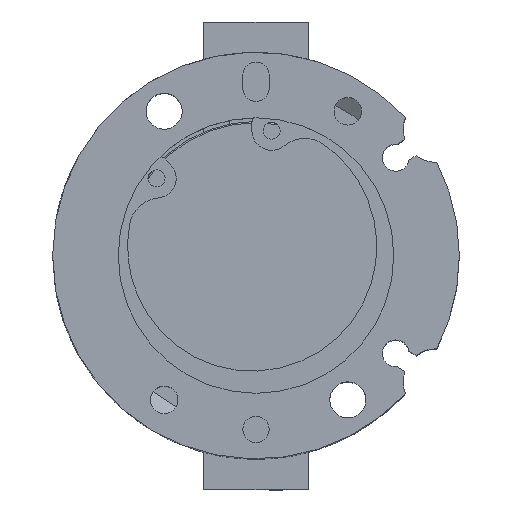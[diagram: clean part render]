
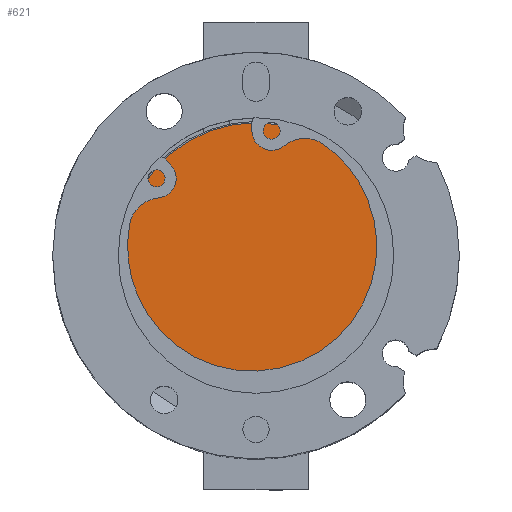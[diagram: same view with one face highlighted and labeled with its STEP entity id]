
A CAD part, top view. The second image highlights one B-rep face of the part: STEP entity #621.
In plain terms, the highlighted planar face has unit normal (0, 0, 1).
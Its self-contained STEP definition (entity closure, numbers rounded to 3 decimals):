
#128 = CARTESIAN_POINT ( 'NONE',  ( 0., 0., 39.9 ) ) ;
#240 = DIRECTION ( 'NONE',  ( 0., 0., 1. ) ) ;
#621 = ADVANCED_FACE ( 'NONE', ( #4880 ), #7096, .T. ) ;
#709 = DIRECTION ( 'NONE',  ( 1., 0., 0. ) ) ;
#801 = CIRCLE ( 'NONE', #6932, 20.25 ) ;
#820 = CARTESIAN_POINT ( 'NONE',  ( 0., 0., 39.9 ) ) ;
#1377 = DIRECTION ( 'NONE',  ( 1., 0., 0. ) ) ;
#1400 = ORIENTED_EDGE ( 'NONE', *, *, #2228, .T. ) ;
#1760 = EDGE_CURVE ( 'NONE', #5904, #6050, #4096, .T. ) ;
#2228 = EDGE_CURVE ( 'NONE', #6050, #5904, #801, .T. ) ;
#2522 = CARTESIAN_POINT ( 'NONE',  ( 20.25, 0., 39.9 ) ) ;
#2687 = EDGE_LOOP ( 'NONE', ( #3125, #1400 ) ) ;
#2713 = AXIS2_PLACEMENT_3D ( 'NONE', #128, #4143, #709 ) ;
#3125 = ORIENTED_EDGE ( 'NONE', *, *, #1760, .T. ) ;
#4096 = CIRCLE ( 'NONE', #2713, 20.25 ) ;
#4143 = DIRECTION ( 'NONE',  ( 0., 0., 1. ) ) ;
#4255 = DIRECTION ( 'NONE',  ( 1., 0., 0. ) ) ;
#4824 = DIRECTION ( 'NONE',  ( 0., 0., 1. ) ) ;
#4880 = FACE_OUTER_BOUND ( 'NONE', #2687, .T. ) ;
#5904 = VERTEX_POINT ( 'NONE', #2522 ) ;
#6050 = VERTEX_POINT ( 'NONE', #7188 ) ;
#6537 = CARTESIAN_POINT ( 'NONE',  ( 0., 0., 39.9 ) ) ;
#6542 = AXIS2_PLACEMENT_3D ( 'NONE', #6537, #240, #4255 ) ;
#6932 = AXIS2_PLACEMENT_3D ( 'NONE', #820, #4824, #1377 ) ;
#7096 = PLANE ( 'NONE',  #6542 ) ;
#7188 = CARTESIAN_POINT ( 'NONE',  ( -20.25, 0., 39.9 ) ) ;
